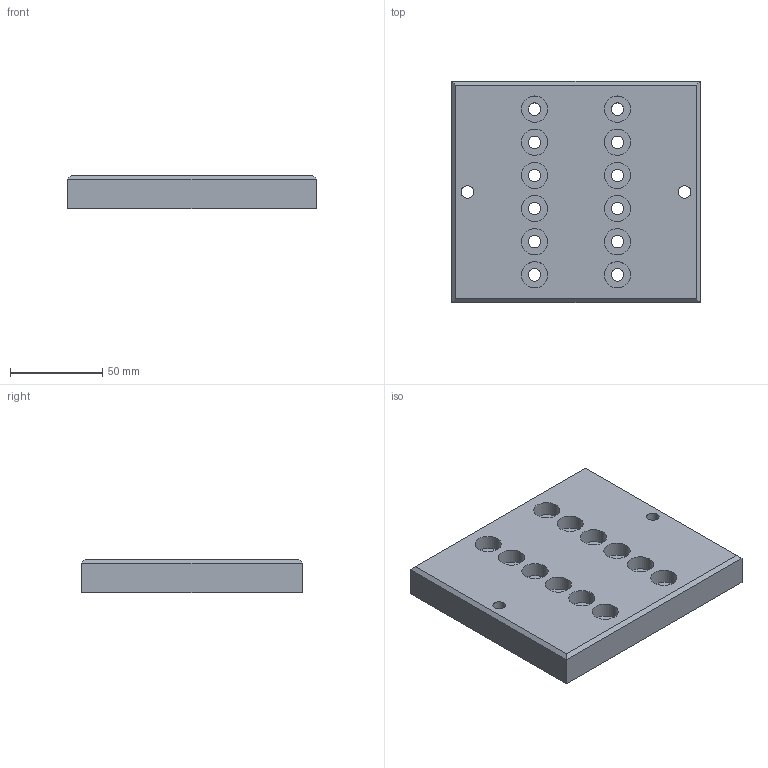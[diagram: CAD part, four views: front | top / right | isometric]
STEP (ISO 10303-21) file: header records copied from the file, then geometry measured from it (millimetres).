
FILE_DESCRIPTION(/* description */ (''),/* implementation_level */ '2;1');
FILE_NAME(/* name */ '5f0466899693ea1626f10661',/* time_stamp */ '2020-07-07T12:11:54+00:00',/* author */ (''),/* organization */ (''),/* preprocessor_version */ 'ST-DEVELOPER v16.7',/* originating_system */ $,/* authorisation */ $);
FILE_SCHEMA (('AUTOMOTIVE_DESIGN {1 0 10303 214 3 1 1}'));
Length unit declared in the file: metre
Products named in the file (1): Part 1
Bounding box: 135 x 120 x 18 mm (x, y, z)
Volume: 269614.7 mm3; surface area: 47589.3 mm2
Topology: 1 solids, 1 shells, 48 faces, 98 edges, 64 vertices
Faces by surface type: cylinder 26, plane 22
Full cylindrical faces by diameter (mm): 6.8 x14, 14.25 x12
Entity records: 1238 total; most frequent: DIRECTION 222, CARTESIAN_POINT 185, ORIENTED_EDGE 144, EDGE_LOOP 114, FACE_BOUND 114, AXIS2_PLACEMENT_3D 101, EDGE_CURVE 72, VERTEX_POINT 64
